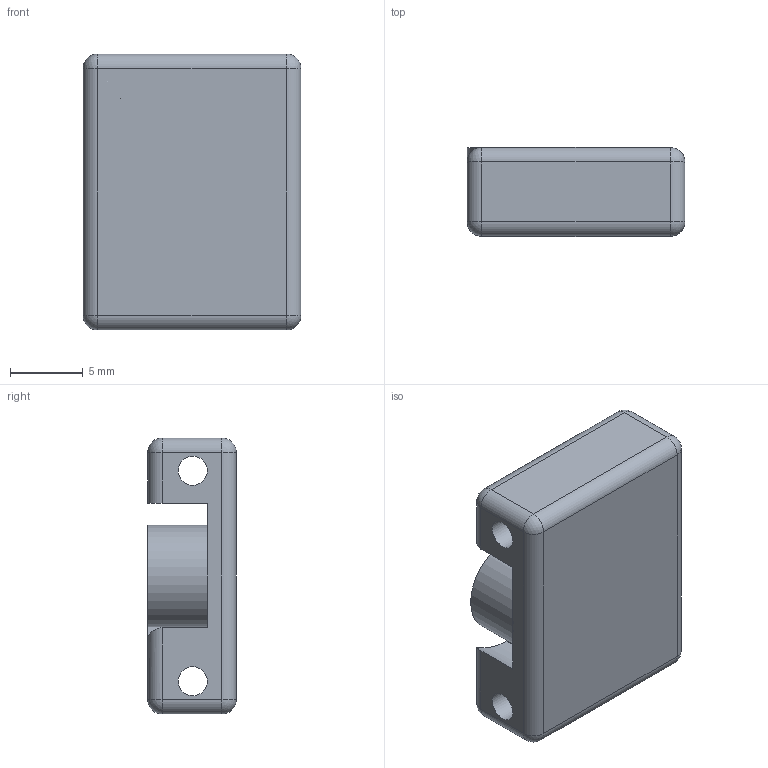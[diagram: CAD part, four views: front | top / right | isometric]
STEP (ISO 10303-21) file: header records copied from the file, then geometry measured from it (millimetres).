
FILE_DESCRIPTION(/* description */ (''),/* implementation_level */ '2;1');
FILE_NAME(/* name */ 'X-carriage-III-part2-rev2 v2 v15_Component1 v2.step',/* time_stamp */ '2019-03-03T15:51:51+01:00',/* author */ ('emytass'),/* organization */ (''),/* preprocessor_version */ 'ST-DEVELOPER v17.2',/* originating_system */ 'Autodesk Translation Framework v7.6.0.251',/* authorisation */ '');
FILE_SCHEMA (('AUTOMOTIVE_DESIGN { 1 0 10303 214 3 1 1 }'));
Length unit declared in the file: millimetre
Products named in the file (1): X-carriage-III-part2-rev2 v2 v15_Component1
Bounding box: 15 x 6.1 x 19 mm (x, y, z)
Volume: 1399.2 mm3; surface area: 1330.5 mm2
Topology: 1 solids, 1 shells, 44 faces, 101 edges, 59 vertices
Faces by surface type: cylinder 19, plane 14, sphere 8, bspline 3
Full cylindrical faces by diameter (mm): 2 x2
Entity records: 1432 total; most frequent: CARTESIAN_POINT 399, DIRECTION 212, ORIENTED_EDGE 202, EDGE_CURVE 101, AXIS2_PLACEMENT_3D 78, VERTEX_POINT 59, LINE 56, VECTOR 56
